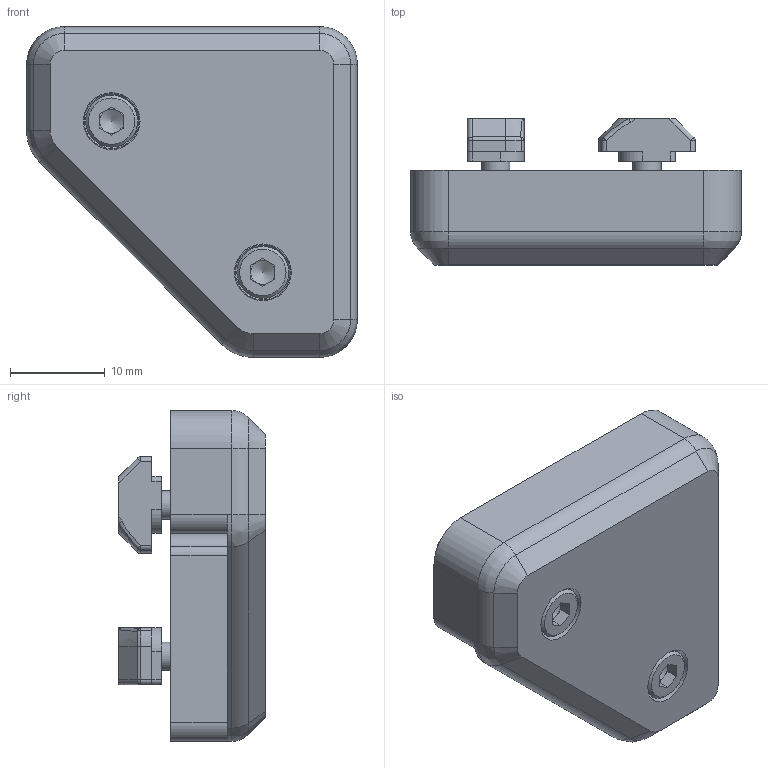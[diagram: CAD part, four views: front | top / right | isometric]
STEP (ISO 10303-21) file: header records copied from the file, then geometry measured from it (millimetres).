
FILE_DESCRIPTION(/* description */ (''),/* implementation_level */ '2;1');
FILE_NAME(/* name */ 'corner_clip_6mm (1).step',/* time_stamp */ '2022-04-10T16:43:48-06:00',/* author */ (''),/* organization */ (''),/* preprocessor_version */ 'ST-DEVELOPER v18.1',/* originating_system */ 'Autodesk Translation Framework v10.14.0.1471',/* authorisation */ '');
FILE_SCHEMA (('AUTOMOTIVE_DESIGN { 1 0 10303 214 3 1 1 }'));
Length unit declared in the file: millimetre
Products named in the file (5): corner_clip_6mm (1); M3x12 SHCS (39); M3x12 SHCS (38); M3 Hammerhead T-Nut (35); M3 Hammerhead T-Nut (34)
Assembly tree (4 placements, depth 2):
  corner_clip_6mm (1)
    M3x12 SHCS (39)
    M3x12 SHCS (38)
    M3 Hammerhead T-Nut (35)
    M3 Hammerhead T-Nut (34)
Bounding box: 35 x 15.5 x 35 mm (x, y, z)
Volume: 4732.8 mm3; surface area: 5230.7 mm2
Topology: 5 solids, 5 shells, 223 faces, 534 edges, 326 vertices
Faces by surface type: plane 88, cylinder 79, cone 24, bspline 13, torus 11, sphere 8
Full cylindrical faces by diameter (mm): 3 x4, 3.4 x2, 5.5 x2, 6 x2
Entity records: 6852 total; most frequent: CARTESIAN_POINT 1410, DIRECTION 1184, ORIENTED_EDGE 1064, EDGE_CURVE 532, AXIS2_PLACEMENT_3D 449, VERTEX_POINT 326, LINE 286, VECTOR 286
